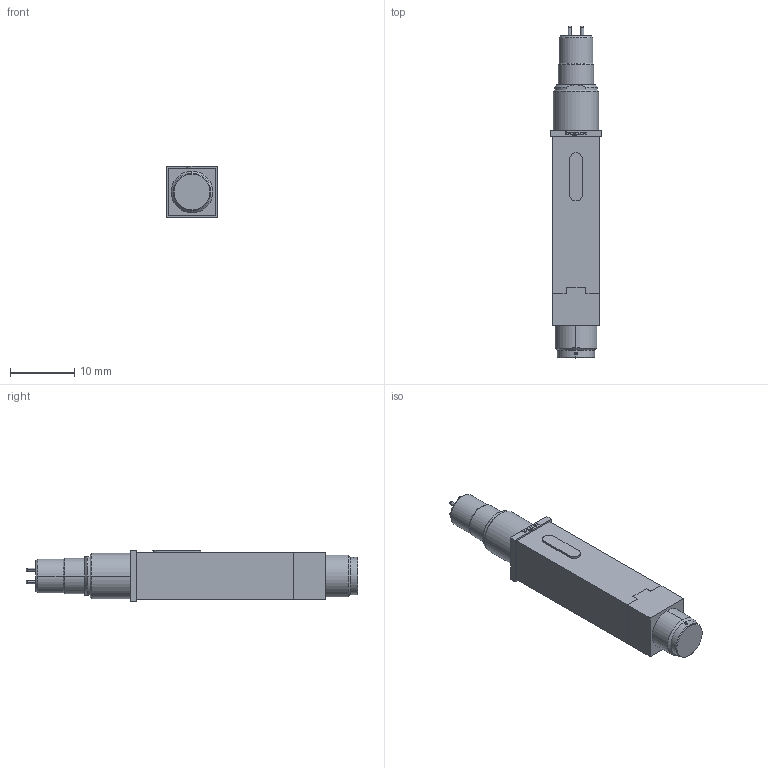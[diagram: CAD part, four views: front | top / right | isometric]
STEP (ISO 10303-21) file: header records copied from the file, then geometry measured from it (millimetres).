
FILE_DESCRIPTION (( 'STEP AP203' ), '1' );
FILE_NAME ('INGUN_HFS-819_355_051_A_xxx42_V8-Z.STEP', '2022-05-09T10:55:45', ( 'ochi' ), ( '' ), 'SwSTEP 2.0', 'SolidWorks 2018', '' );
FILE_SCHEMA (( 'CONFIG_CONTROL_DESIGN' ));
Length unit declared in the file: millimetre
Products named in the file (1): INGUN_HFS-819_355_051_A_xxx42_V8-Z
Bounding box: 8 x 51.8 x 8 mm (x, y, z)
Volume: 2161.8 mm3; surface area: 1604.7 mm2
Topology: 1 solids, 1 shells, 180 faces, 463 edges, 294 vertices
Faces by surface type: plane 101, cylinder 33, bspline 22, cone 20, sphere 4
Entity records: 5694 total; most frequent: CARTESIAN_POINT 1515, ORIENTED_EDGE 902, DIRECTION 753, EDGE_CURVE 451, VERTEX_POINT 286, LINE 265, VECTOR 265, AXIS2_PLACEMENT_3D 244
